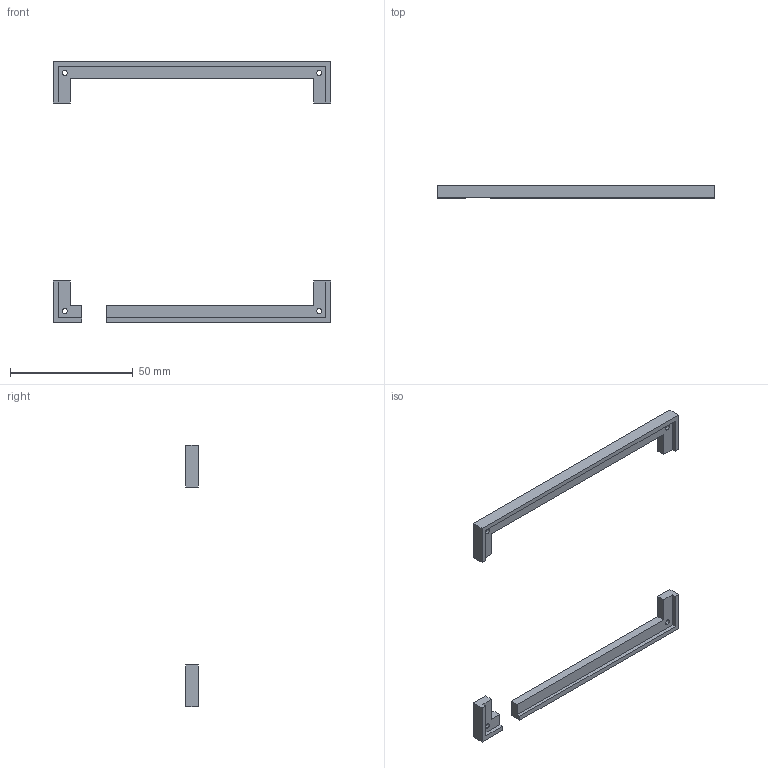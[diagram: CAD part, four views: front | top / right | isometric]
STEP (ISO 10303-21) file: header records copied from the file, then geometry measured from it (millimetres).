
FILE_DESCRIPTION (( 'STEP AP214' ), '1' );
FILE_NAME ('Stowe-Danger-Keypad_Shell-Top.STEP', '2026-01-26T22:12:00', ( '' ), ( '' ), 'SwSTEP 2.0', 'SolidWorks 2025', '' );
FILE_SCHEMA (( 'AUTOMOTIVE_DESIGN' ));
Length unit declared in the file: millimetre
Products named in the file (1): Stowe-Danger-Keypad_Shell-Top
Bounding box: 113.03 x 5 x 106.41 mm (x, y, z)
Volume: 6930.5 mm3; surface area: 6433.5 mm2
Topology: 3 solids, 3 shells, 44 faces, 114 edges, 76 vertices
Faces by surface type: plane 36, cylinder 8
Entity records: 1391 total; most frequent: CARTESIAN_POINT 235, ORIENTED_EDGE 228, DIRECTION 220, EDGE_CURVE 114, VECTOR 98, LINE 98, VERTEX_POINT 76, AXIS2_PLACEMENT_3D 61
